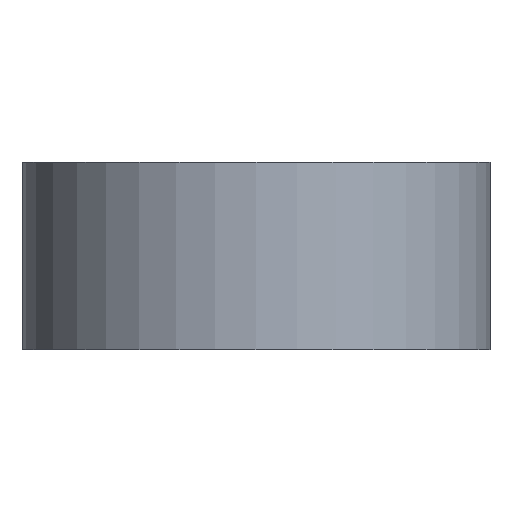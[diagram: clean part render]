
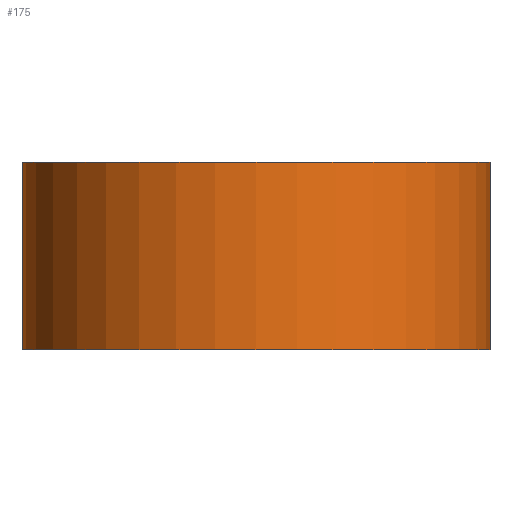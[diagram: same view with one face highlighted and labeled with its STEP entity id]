
A CAD part, front view. The second image highlights one B-rep face of the part: STEP entity #175.
In plain terms, the highlighted cylindrical face has radius 5 mm (diameter 10 mm), a partial arc.
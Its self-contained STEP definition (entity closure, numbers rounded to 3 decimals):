
#26=CYLINDRICAL_SURFACE('',#209,5.);
#35=FACE_OUTER_BOUND('',#49,.T.);
#49=EDGE_LOOP('',(#157,#158,#159,#160));
#61=LINE('',#308,#73);
#62=LINE('',#310,#74);
#73=VECTOR('',#259,10.);
#74=VECTOR('',#262,10.);
#78=CIRCLE('',#197,5.);
#84=CIRCLE('',#206,5.);
#89=VERTEX_POINT('',#278);
#90=VERTEX_POINT('',#280);
#95=VERTEX_POINT('',#296);
#98=VERTEX_POINT('',#301);
#105=EDGE_CURVE('',#89,#90,#78,.T.);
#116=EDGE_CURVE('',#98,#95,#84,.T.);
#119=EDGE_CURVE('',#98,#90,#61,.T.);
#120=EDGE_CURVE('',#95,#89,#62,.T.);
#157=ORIENTED_EDGE('',*,*,#116,.F.);
#158=ORIENTED_EDGE('',*,*,#119,.T.);
#159=ORIENTED_EDGE('',*,*,#105,.F.);
#160=ORIENTED_EDGE('',*,*,#120,.F.);
#175=ADVANCED_FACE('',(#35),#26,.T.);
#197=AXIS2_PLACEMENT_3D('',#281,#228,#229);
#206=AXIS2_PLACEMENT_3D('',#303,#251,#252);
#209=AXIS2_PLACEMENT_3D('',#309,#260,#261);
#228=DIRECTION('center_axis',(0.,0.,1.));
#229=DIRECTION('ref_axis',(1.,0.,0.));
#251=DIRECTION('center_axis',(0.,0.,-1.));
#252=DIRECTION('ref_axis',(1.,0.,0.));
#259=DIRECTION('',(0.,0.,1.));
#260=DIRECTION('center_axis',(0.,0.,1.));
#261=DIRECTION('ref_axis',(1.,0.,0.));
#262=DIRECTION('',(0.,0.,1.));
#278=CARTESIAN_POINT('',(15.,28.833,32.75));
#280=CARTESIAN_POINT('',(25.,28.833,32.75));
#281=CARTESIAN_POINT('Origin',(20.,28.833,32.75));
#296=CARTESIAN_POINT('',(15.,28.833,28.75));
#301=CARTESIAN_POINT('',(25.,28.833,28.75));
#303=CARTESIAN_POINT('Origin',(20.,28.833,28.75));
#308=CARTESIAN_POINT('',(25.,28.833,28.75));
#309=CARTESIAN_POINT('Origin',(20.,28.833,28.75));
#310=CARTESIAN_POINT('',(15.,28.833,28.75));
